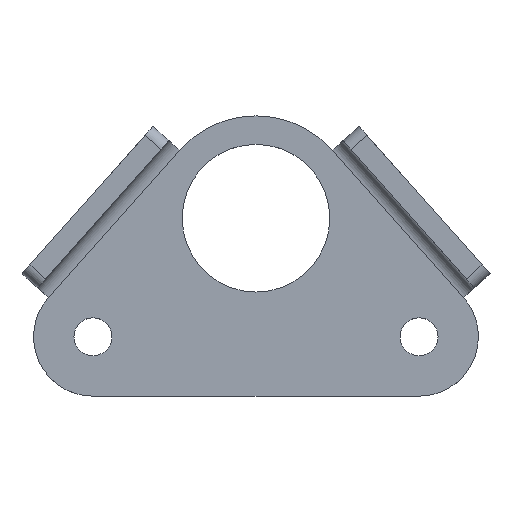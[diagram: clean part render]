
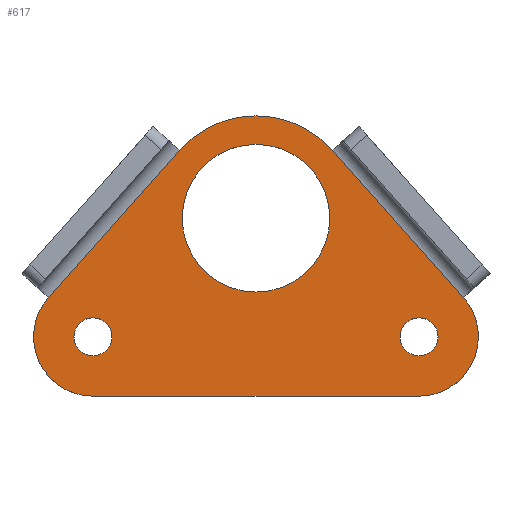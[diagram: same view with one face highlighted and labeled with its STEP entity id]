
A CAD part, top view. The second image highlights one B-rep face of the part: STEP entity #617.
In plain terms, the highlighted planar face has unit normal (0, 0, 1).
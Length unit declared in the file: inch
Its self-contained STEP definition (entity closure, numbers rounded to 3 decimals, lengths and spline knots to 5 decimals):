
#11 = EDGE_LOOP ( 'NONE', ( #899, #55, #169, #961, #849, #198, #222 ) ) ;
#43 = CARTESIAN_POINT ( 'NONE',  ( 0.7675, -0.5, 0.09 ) ) ;
#44 = CIRCLE ( 'NONE', #220, 0.08 ) ;
#55 = ORIENTED_EDGE ( 'NONE', *, *, #184, .T. ) ;
#77 = EDGE_CURVE ( 'NONE', #511, #567, #1048, .T. ) ;
#94 = EDGE_LOOP ( 'NONE', ( #442, #969 ) ) ;
#96 = DIRECTION ( 'NONE',  ( 1., 0., 0. ) ) ;
#103 = CARTESIAN_POINT ( 'NONE',  ( 0., 0., 0.09 ) ) ;
#123 = CARTESIAN_POINT ( 'NONE',  ( 0.32245, 0.28674, 0.09 ) ) ;
#124 = DIRECTION ( 'NONE',  ( 0., 0., 1. ) ) ;
#127 = CARTESIAN_POINT ( 'NONE',  ( -0.32245, 0.28674, 0.09 ) ) ;
#128 = DIRECTION ( 'NONE',  ( 0.665, 0.747, 0. ) ) ;
#135 = CARTESIAN_POINT ( 'NONE',  ( -0.32245, 0.28674, 0.09 ) ) ;
#138 = CARTESIAN_POINT ( 'NONE',  ( -0.7675, -0.5, 0.09 ) ) ;
#146 = CARTESIAN_POINT ( 'NONE',  ( 0.9375, -0.5, 0.09 ) ) ;
#148 = DIRECTION ( 'NONE',  ( 0., 0., 1. ) ) ;
#149 = AXIS2_PLACEMENT_3D ( 'NONE', #814, #402, #895 ) ;
#161 = CARTESIAN_POINT ( 'NONE',  ( -0.6875, -0.5, 0.09 ) ) ;
#169 = ORIENTED_EDGE ( 'NONE', *, *, #684, .T. ) ;
#178 = FACE_BOUND ( 'NONE', #948, .T. ) ;
#181 = CARTESIAN_POINT ( 'NONE',  ( 0.31125, 0., 0.09 ) ) ;
#183 = DIRECTION ( 'NONE',  ( 1., 0., 0. ) ) ;
#184 = EDGE_CURVE ( 'NONE', #897, #737, #1009, .T. ) ;
#198 = ORIENTED_EDGE ( 'NONE', *, *, #77, .F. ) ;
#202 = AXIS2_PLACEMENT_3D ( 'NONE', #827, #342, #913 ) ;
#205 = FACE_OUTER_BOUND ( 'NONE', #11, .T. ) ;
#207 = DIRECTION ( 'NONE',  ( 0.665, -0.747, 0. ) ) ;
#209 = DIRECTION ( 'NONE',  ( 1., 0., 0. ) ) ;
#211 = EDGE_CURVE ( 'NONE', #830, #287, #863, .T. ) ;
#220 = AXIS2_PLACEMENT_3D ( 'NONE', #513, #124, #209 ) ;
#222 = ORIENTED_EDGE ( 'NONE', *, *, #906, .T. ) ;
#231 = DIRECTION ( 'NONE',  ( 1., 0., 0. ) ) ;
#239 = CARTESIAN_POINT ( 'NONE',  ( -0.6875, -0.5, 0.09 ) ) ;
#243 = DIRECTION ( 'NONE',  ( 0., 0., 1. ) ) ;
#246 = CARTESIAN_POINT ( 'NONE',  ( 0.87432, -0.33387, 0.09 ) ) ;
#254 = AXIS2_PLACEMENT_3D ( 'NONE', #490, #557, #96 ) ;
#274 = VERTEX_POINT ( 'NONE', #127 ) ;
#283 = ORIENTED_EDGE ( 'NONE', *, *, #341, .F. ) ;
#287 = VERTEX_POINT ( 'NONE', #749 ) ;
#293 = CIRCLE ( 'NONE', #149, 0.08 ) ;
#297 = ORIENTED_EDGE ( 'NONE', *, *, #1005, .F. ) ;
#299 = EDGE_CURVE ( 'NONE', #287, #830, #293, .T. ) ;
#310 = AXIS2_PLACEMENT_3D ( 'NONE', #103, #655, #183 ) ;
#312 = EDGE_LOOP ( 'NONE', ( #297, #1071 ) ) ;
#324 = DIRECTION ( 'NONE',  ( 1., 0., 0. ) ) ;
#336 = CARTESIAN_POINT ( 'NONE',  ( 0., -0.75, 0.09 ) ) ;
#341 = EDGE_CURVE ( 'NONE', #644, #787, #621, .T. ) ;
#342 = DIRECTION ( 'NONE',  ( 0., 0., 1. ) ) ;
#352 = EDGE_CURVE ( 'NONE', #1025, #997, #868, .T. ) ;
#353 = DIRECTION ( 'NONE',  ( 1., 0., 0. ) ) ;
#369 = LINE ( 'NONE', #336, #714 ) ;
#376 = CARTESIAN_POINT ( 'NONE',  ( 0.6875, -0.5, 0.09 ) ) ;
#377 = VERTEX_POINT ( 'NONE', #606 ) ;
#379 = AXIS2_PLACEMENT_3D ( 'NONE', #376, #1036, #449 ) ;
#393 = FACE_BOUND ( 'NONE', #312, .T. ) ;
#398 = VERTEX_POINT ( 'NONE', #146 ) ;
#402 = DIRECTION ( 'NONE',  ( 0., 0., 1. ) ) ;
#421 = CARTESIAN_POINT ( 'NONE',  ( -0.6875, -0.75, 0.09 ) ) ;
#422 = VECTOR ( 'NONE', #128, 39.37008 ) ;
#442 = ORIENTED_EDGE ( 'NONE', *, *, #299, .F. ) ;
#449 = DIRECTION ( 'NONE',  ( 1., 0., 0. ) ) ;
#490 = CARTESIAN_POINT ( 'NONE',  ( 0., 0., 0.09 ) ) ;
#500 = CARTESIAN_POINT ( 'NONE',  ( -0.31125, 0., 0.09 ) ) ;
#506 = CIRCLE ( 'NONE', #820, 0.4315 ) ;
#511 = VERTEX_POINT ( 'NONE', #653 ) ;
#513 = CARTESIAN_POINT ( 'NONE',  ( 0.6875, -0.5, 0.09 ) ) ;
#530 = CARTESIAN_POINT ( 'NONE',  ( 0., 0., 0.09 ) ) ;
#544 = DIRECTION ( 'NONE',  ( 1., 0., 0. ) ) ;
#557 = DIRECTION ( 'NONE',  ( 0., 0., 1. ) ) ;
#567 = VERTEX_POINT ( 'NONE', #246 ) ;
#571 = CIRCLE ( 'NONE', #697, 0.25 ) ;
#588 = DIRECTION ( 'NONE',  ( 0., 0., 1. ) ) ;
#606 = CARTESIAN_POINT ( 'NONE',  ( 0.6875, -0.75, 0.09 ) ) ;
#617 = ADVANCED_FACE ( 'NONE', ( #205, #1031, #393, #178 ), #751, .T. ) ;
#620 = LINE ( 'NONE', #135, #422 ) ;
#621 = CIRCLE ( 'NONE', #202, 0.08 ) ;
#644 = VERTEX_POINT ( 'NONE', #763 ) ;
#653 = CARTESIAN_POINT ( 'NONE',  ( 0.32245, 0.28674, 0.09 ) ) ;
#655 = DIRECTION ( 'NONE',  ( 0., 0., 1. ) ) ;
#665 = DIRECTION ( 'NONE',  ( 1., 0., 0. ) ) ;
#684 = EDGE_CURVE ( 'NONE', #737, #377, #369, .T. ) ;
#695 = CARTESIAN_POINT ( 'NONE',  ( 0.6875, -0.5, 0.09 ) ) ;
#697 = AXIS2_PLACEMENT_3D ( 'NONE', #695, #588, #727 ) ;
#714 = VECTOR ( 'NONE', #353, 39.37008 ) ;
#727 = DIRECTION ( 'NONE',  ( 1., 0., 0. ) ) ;
#737 = VERTEX_POINT ( 'NONE', #421 ) ;
#749 = CARTESIAN_POINT ( 'NONE',  ( -0.6075, -0.5, 0.09 ) ) ;
#751 = PLANE ( 'NONE',  #786 ) ;
#754 = EDGE_CURVE ( 'NONE', #787, #644, #44, .T. ) ;
#763 = CARTESIAN_POINT ( 'NONE',  ( 0.6075, -0.5, 0.09 ) ) ;
#769 = DIRECTION ( 'NONE',  ( 0., 0., 1. ) ) ;
#786 = AXIS2_PLACEMENT_3D ( 'NONE', #920, #769, #665 ) ;
#787 = VERTEX_POINT ( 'NONE', #43 ) ;
#790 = EDGE_CURVE ( 'NONE', #897, #274, #620, .T. ) ;
#799 = EDGE_CURVE ( 'NONE', #377, #398, #867, .T. ) ;
#814 = CARTESIAN_POINT ( 'NONE',  ( -0.6875, -0.5, 0.09 ) ) ;
#820 = AXIS2_PLACEMENT_3D ( 'NONE', #530, #148, #231 ) ;
#827 = CARTESIAN_POINT ( 'NONE',  ( 0.6875, -0.5, 0.09 ) ) ;
#830 = VERTEX_POINT ( 'NONE', #138 ) ;
#849 = ORIENTED_EDGE ( 'NONE', *, *, #866, .T. ) ;
#855 = CIRCLE ( 'NONE', #310, 0.31125 ) ;
#863 = CIRCLE ( 'NONE', #1002, 0.08 ) ;
#866 = EDGE_CURVE ( 'NONE', #398, #567, #571, .T. ) ;
#867 = CIRCLE ( 'NONE', #379, 0.25 ) ;
#868 = CIRCLE ( 'NONE', #254, 0.31125 ) ;
#878 = AXIS2_PLACEMENT_3D ( 'NONE', #239, #894, #324 ) ;
#894 = DIRECTION ( 'NONE',  ( 0., 0., 1. ) ) ;
#895 = DIRECTION ( 'NONE',  ( 1., 0., 0. ) ) ;
#897 = VERTEX_POINT ( 'NONE', #932 ) ;
#899 = ORIENTED_EDGE ( 'NONE', *, *, #790, .F. ) ;
#906 = EDGE_CURVE ( 'NONE', #511, #274, #506, .T. ) ;
#913 = DIRECTION ( 'NONE',  ( 1., 0., 0. ) ) ;
#920 = CARTESIAN_POINT ( 'NONE',  ( 0., 0., 0.09 ) ) ;
#932 = CARTESIAN_POINT ( 'NONE',  ( -0.87432, -0.33387, 0.09 ) ) ;
#948 = EDGE_LOOP ( 'NONE', ( #1046, #283 ) ) ;
#961 = ORIENTED_EDGE ( 'NONE', *, *, #799, .T. ) ;
#969 = ORIENTED_EDGE ( 'NONE', *, *, #211, .F. ) ;
#997 = VERTEX_POINT ( 'NONE', #181 ) ;
#1002 = AXIS2_PLACEMENT_3D ( 'NONE', #161, #243, #544 ) ;
#1005 = EDGE_CURVE ( 'NONE', #997, #1025, #855, .T. ) ;
#1009 = CIRCLE ( 'NONE', #878, 0.25 ) ;
#1012 = VECTOR ( 'NONE', #207, 39.37008 ) ;
#1025 = VERTEX_POINT ( 'NONE', #500 ) ;
#1031 = FACE_BOUND ( 'NONE', #94, .T. ) ;
#1036 = DIRECTION ( 'NONE',  ( 0., 0., 1. ) ) ;
#1046 = ORIENTED_EDGE ( 'NONE', *, *, #754, .F. ) ;
#1048 = LINE ( 'NONE', #123, #1012 ) ;
#1071 = ORIENTED_EDGE ( 'NONE', *, *, #352, .F. ) ;
